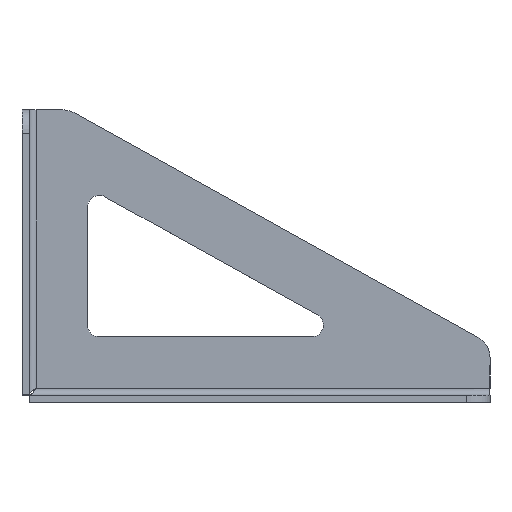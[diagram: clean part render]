
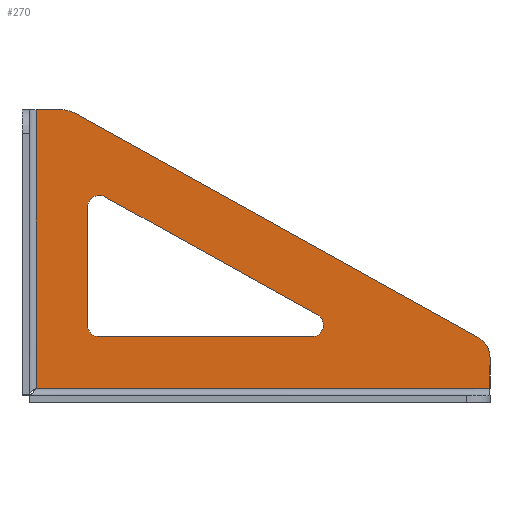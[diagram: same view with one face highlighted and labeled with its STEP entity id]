
A CAD part, top view. The second image highlights one B-rep face of the part: STEP entity #270.
In plain terms, the highlighted planar face has unit normal (0, 0, 1).
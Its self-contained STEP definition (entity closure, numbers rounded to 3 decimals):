
#72 = DIRECTION ( 'NONE',  ( 0., 0., 1. ) ) ;
#86 = EDGE_CURVE ( 'NONE', #1130, #417, #476, .T. ) ;
#157 = CARTESIAN_POINT ( 'NONE',  ( -84.091, 122., -20. ) ) ;
#166 = CIRCLE ( 'NONE', #1852, 5. ) ;
#168 = CARTESIAN_POINT ( 'NONE',  ( -73.5, 30., -20. ) ) ;
#194 = DIRECTION ( 'NONE',  ( 0., -1., 0. ) ) ;
#209 = DIRECTION ( 'NONE',  ( -0.874, 0.486, 0. ) ) ;
#213 = DIRECTION ( 'NONE',  ( -1., 0., 0. ) ) ;
#251 = CARTESIAN_POINT ( 'NONE',  ( -68.5, 30., -20. ) ) ;
#270 = ADVANCED_FACE ( 'NONE', ( #658, #1271 ), #330, .T. ) ;
#280 = CARTESIAN_POINT ( 'NONE',  ( 22.326, 25., -20. ) ) ;
#289 = VERTEX_POINT ( 'NONE', #773 ) ;
#305 = EDGE_CURVE ( 'NONE', #289, #1154, #1345, .T. ) ;
#308 = CARTESIAN_POINT ( 'NONE',  ( -73.5, 80.459, -20. ) ) ;
#330 = PLANE ( 'NONE',  #1041 ) ;
#338 = ORIENTED_EDGE ( 'NONE', *, *, #789, .F. ) ;
#389 = DIRECTION ( 'NONE',  ( 0., 0., 1. ) ) ;
#417 = VERTEX_POINT ( 'NONE', #157 ) ;
#441 = ORIENTED_EDGE ( 'NONE', *, *, #946, .T. ) ;
#444 = DIRECTION ( 'NONE',  ( -0.874, 0.486, 0. ) ) ;
#459 = CIRCLE ( 'NONE', #1593, 5. ) ;
#465 = CARTESIAN_POINT ( 'NONE',  ( -68.5, 25., -20. ) ) ;
#476 = CIRCLE ( 'NONE', #556, 10. ) ;
#483 = DIRECTION ( 'NONE',  ( 0., 0., 1. ) ) ;
#522 = CIRCLE ( 'NONE', #1625, 5. ) ;
#525 = EDGE_CURVE ( 'NONE', #1204, #1101, #1854, .T. ) ;
#533 = DIRECTION ( 'NONE',  ( 1., 0., 0. ) ) ;
#545 = DIRECTION ( 'NONE',  ( 0., 1., 0. ) ) ;
#554 = ORIENTED_EDGE ( 'NONE', *, *, #1056, .F. ) ;
#556 = AXIS2_PLACEMENT_3D ( 'NONE', #1261, #389, #1408 ) ;
#584 = CARTESIAN_POINT ( 'NONE',  ( 93.356, 24.858, -20. ) ) ;
#590 = CARTESIAN_POINT ( 'NONE',  ( -95.5, 3., -20. ) ) ;
#591 = CARTESIAN_POINT ( 'NONE',  ( 22.326, 30., -20. ) ) ;
#600 = ORIENTED_EDGE ( 'NONE', *, *, #1419, .F. ) ;
#605 = CARTESIAN_POINT ( 'NONE',  ( 56.047, 45.585, -20. ) ) ;
#616 = DIRECTION ( 'NONE',  ( -1., 0., 0. ) ) ;
#632 = EDGE_CURVE ( 'NONE', #1635, #1619, #639, .T. ) ;
#639 = LINE ( 'NONE', #1405, #1176 ) ;
#641 = ORIENTED_EDGE ( 'NONE', *, *, #720, .F. ) ;
#649 = ORIENTED_EDGE ( 'NONE', *, *, #1817, .F. ) ;
#656 = VECTOR ( 'NONE', #1452, 1000. ) ;
#658 = FACE_BOUND ( 'NONE', #831, .T. ) ;
#700 = DIRECTION ( 'NONE',  ( 0., 0., 1. ) ) ;
#705 = DIRECTION ( 'NONE',  ( 0., -1., 0. ) ) ;
#720 = EDGE_CURVE ( 'NONE', #1411, #1635, #1438, .T. ) ;
#739 = VERTEX_POINT ( 'NONE', #584 ) ;
#773 = CARTESIAN_POINT ( 'NONE',  ( -66.072, 84.83, -20. ) ) ;
#788 = DIRECTION ( 'NONE',  ( 0., 0., 1. ) ) ;
#789 = EDGE_CURVE ( 'NONE', #1619, #1649, #1646, .T. ) ;
#824 = LINE ( 'NONE', #1047, #1417 ) ;
#831 = EDGE_LOOP ( 'NONE', ( #1139, #600, #1206, #1798, #1276, #554, #649 ) ) ;
#873 = CARTESIAN_POINT ( 'NONE',  ( 24.754, 34.371, -20. ) ) ;
#885 = CARTESIAN_POINT ( 'NONE',  ( 22.326, 25., -20. ) ) ;
#886 = CARTESIAN_POINT ( 'NONE',  ( -79.235, 120.742, -20. ) ) ;
#903 = DIRECTION ( 'NONE',  ( 1., 0., 0. ) ) ;
#929 = CARTESIAN_POINT ( 'NONE',  ( 98.5, 122., -20. ) ) ;
#946 = EDGE_CURVE ( 'NONE', #1411, #739, #1457, .T. ) ;
#953 = DIRECTION ( 'NONE',  ( -1., 0., 0. ) ) ;
#981 = LINE ( 'NONE', #605, #1105 ) ;
#997 = CARTESIAN_POINT ( 'NONE',  ( -95.5, 122., -20. ) ) ;
#1020 = VECTOR ( 'NONE', #545, 1000. ) ;
#1041 = AXIS2_PLACEMENT_3D ( 'NONE', #929, #788, #194 ) ;
#1047 = CARTESIAN_POINT ( 'NONE',  ( 98.5, 122., -20. ) ) ;
#1056 = EDGE_CURVE ( 'NONE', #1788, #1204, #166, .T. ) ;
#1101 = VERTEX_POINT ( 'NONE', #280 ) ;
#1105 = VECTOR ( 'NONE', #444, 1000. ) ;
#1130 = VERTEX_POINT ( 'NONE', #886 ) ;
#1139 = ORIENTED_EDGE ( 'NONE', *, *, #305, .F. ) ;
#1154 = VERTEX_POINT ( 'NONE', #308 ) ;
#1170 = CARTESIAN_POINT ( 'NONE',  ( -73.5, 30., -20. ) ) ;
#1176 = VECTOR ( 'NONE', #213, 1000. ) ;
#1177 = EDGE_CURVE ( 'NONE', #739, #1130, #981, .T. ) ;
#1179 = EDGE_CURVE ( 'NONE', #1839, #1639, #459, .T. ) ;
#1190 = AXIS2_PLACEMENT_3D ( 'NONE', #1435, #700, #705 ) ;
#1204 = VERTEX_POINT ( 'NONE', #465 ) ;
#1206 = ORIENTED_EDGE ( 'NONE', *, *, #1179, .F. ) ;
#1215 = EDGE_CURVE ( 'NONE', #1649, #417, #824, .T. ) ;
#1261 = CARTESIAN_POINT ( 'NONE',  ( -84.091, 112., -20. ) ) ;
#1267 = CARTESIAN_POINT ( 'NONE',  ( 98.5, 0., -20. ) ) ;
#1271 = FACE_OUTER_BOUND ( 'NONE', #1814, .T. ) ;
#1276 = ORIENTED_EDGE ( 'NONE', *, *, #525, .F. ) ;
#1285 = CARTESIAN_POINT ( 'NONE',  ( -95.5, 3., -20. ) ) ;
#1290 = CARTESIAN_POINT ( 'NONE',  ( 98.5, 3., -20. ) ) ;
#1340 = DIRECTION ( 'NONE',  ( 1., 0., 0. ) ) ;
#1345 = CIRCLE ( 'NONE', #1734, 5. ) ;
#1369 = ORIENTED_EDGE ( 'NONE', *, *, #632, .F. ) ;
#1403 = EDGE_CURVE ( 'NONE', #1101, #1839, #522, .T. ) ;
#1405 = CARTESIAN_POINT ( 'NONE',  ( 98.5, 3., -20. ) ) ;
#1408 = DIRECTION ( 'NONE',  ( 0., -1., 0. ) ) ;
#1411 = VERTEX_POINT ( 'NONE', #1642 ) ;
#1417 = VECTOR ( 'NONE', #1340, 1000. ) ;
#1419 = EDGE_CURVE ( 'NONE', #1639, #289, #1466, .T. ) ;
#1435 = CARTESIAN_POINT ( 'NONE',  ( 88.5, 16.116, -20. ) ) ;
#1438 = LINE ( 'NONE', #1267, #656 ) ;
#1452 = DIRECTION ( 'NONE',  ( 0., -1., 0. ) ) ;
#1457 = CIRCLE ( 'NONE', #1190, 10. ) ;
#1462 = VECTOR ( 'NONE', #209, 1000. ) ;
#1463 = ORIENTED_EDGE ( 'NONE', *, *, #86, .T. ) ;
#1466 = LINE ( 'NONE', #1645, #1462 ) ;
#1483 = VECTOR ( 'NONE', #533, 1000. ) ;
#1566 = ORIENTED_EDGE ( 'NONE', *, *, #1177, .T. ) ;
#1591 = DIRECTION ( 'NONE',  ( 0., -1., 0. ) ) ;
#1593 = AXIS2_PLACEMENT_3D ( 'NONE', #591, #1624, #903 ) ;
#1596 = VECTOR ( 'NONE', #1591, 1000. ) ;
#1603 = DIRECTION ( 'NONE',  ( 0., 0., 1. ) ) ;
#1619 = VERTEX_POINT ( 'NONE', #590 ) ;
#1624 = DIRECTION ( 'NONE',  ( 0., 0., 1. ) ) ;
#1625 = AXIS2_PLACEMENT_3D ( 'NONE', #1781, #483, #1640 ) ;
#1634 = LINE ( 'NONE', #168, #1596 ) ;
#1635 = VERTEX_POINT ( 'NONE', #1290 ) ;
#1639 = VERTEX_POINT ( 'NONE', #873 ) ;
#1640 = DIRECTION ( 'NONE',  ( 1., 0., 0. ) ) ;
#1642 = CARTESIAN_POINT ( 'NONE',  ( 98.5, 16.116, -20. ) ) ;
#1645 = CARTESIAN_POINT ( 'NONE',  ( -66.072, 84.83, -20. ) ) ;
#1646 = LINE ( 'NONE', #1285, #1020 ) ;
#1649 = VERTEX_POINT ( 'NONE', #997 ) ;
#1699 = ORIENTED_EDGE ( 'NONE', *, *, #1215, .F. ) ;
#1734 = AXIS2_PLACEMENT_3D ( 'NONE', #1785, #72, #953 ) ;
#1762 = CARTESIAN_POINT ( 'NONE',  ( 27.326, 30., -20. ) ) ;
#1781 = CARTESIAN_POINT ( 'NONE',  ( 22.326, 30., -20. ) ) ;
#1785 = CARTESIAN_POINT ( 'NONE',  ( -68.5, 80.459, -20. ) ) ;
#1788 = VERTEX_POINT ( 'NONE', #1170 ) ;
#1798 = ORIENTED_EDGE ( 'NONE', *, *, #1403, .F. ) ;
#1814 = EDGE_LOOP ( 'NONE', ( #1566, #1463, #1699, #338, #1369, #641, #441 ) ) ;
#1817 = EDGE_CURVE ( 'NONE', #1154, #1788, #1634, .T. ) ;
#1839 = VERTEX_POINT ( 'NONE', #1762 ) ;
#1852 = AXIS2_PLACEMENT_3D ( 'NONE', #251, #1603, #616 ) ;
#1854 = LINE ( 'NONE', #885, #1483 ) ;
